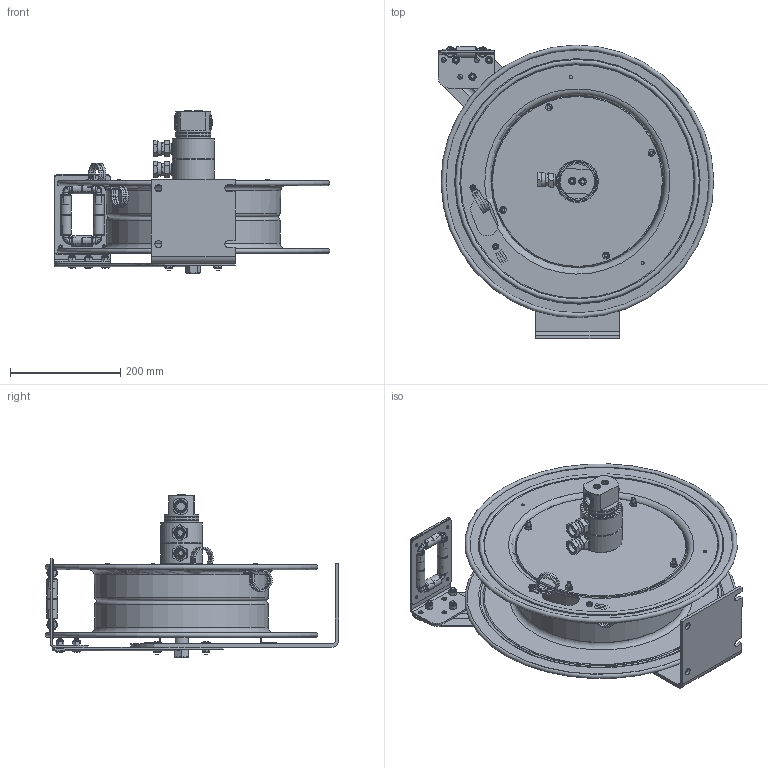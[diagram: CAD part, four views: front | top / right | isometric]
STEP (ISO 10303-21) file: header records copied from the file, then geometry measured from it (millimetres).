
FILE_DESCRIPTION(/* description */ (''),/* implementation_level */ '2;1');
FILE_NAME(/* name */ 'MPDL-N-430_SHARED.stp',/* time_stamp */ '2020-03-11T08:52:46-07:00',/* author */ ('NMelton'),/* organization */ (''),/* preprocessor_version */ 'ST-DEVELOPER v17',/* originating_system */ 'Autodesk Inventor 2019',/* authorisation */ '');
FILE_SCHEMA (('AUTOMOTIVE_DESIGN { 1 0 10303 214 3 1 1 }'));
Products named in the file (1): MPDL-N-430_SHARED
Bounding box: 500.17 x 533.36 x 295.4 mm (x, y, z)
Surface area: 1409377.4 mm2 (no closed solid volume)
Topology: 0 solids, 139 shells, 1680 faces, 5907 edges, 4227 vertices
Faces by surface type: plane 730, cylinder 642, cone 189, torus 82, sphere 25, bspline 12
Full cylindrical faces by diameter (mm): 3.962 x2, 4.699 x4, 4.826 x2, 4.978 x4, 5.182 x2, 5.588 x9, 6.35 x8, 7.137 x2, 7.938 x3, 8.636 x3, 8.731 x4, 9.525 x2, 10.414 x1, 11.43 x3, 12.192 x7, 12.471 x2, 12.7 x2, 13.589 x2, 14.364 x1, 15.875 x1, 19.05 x9, 20.32 x2, 22.86 x2, 23.825 x2, 25.362 x1, 28.575 x1, 35.115 x2, 37.973 x1, 38.1 x1, 39.624 x1
Entity records: 66387 total; most frequent: CARTESIAN_POINT 13756, DIRECTION 11379, ORIENTED_EDGE 9242, EDGE_CURVE 5875, AXIS2_PLACEMENT_3D 4308, VERTEX_POINT 4227, LINE 2763, VECTOR 2763
